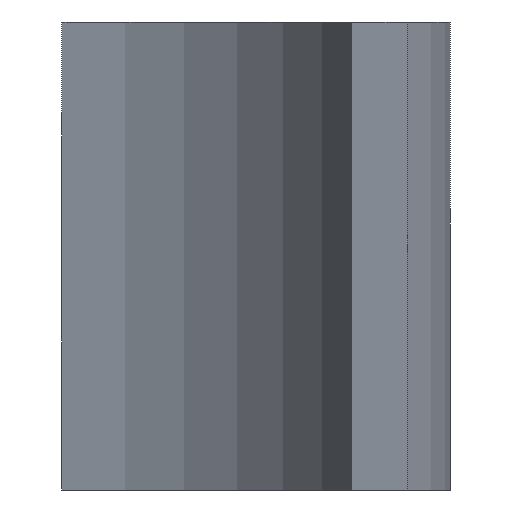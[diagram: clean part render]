
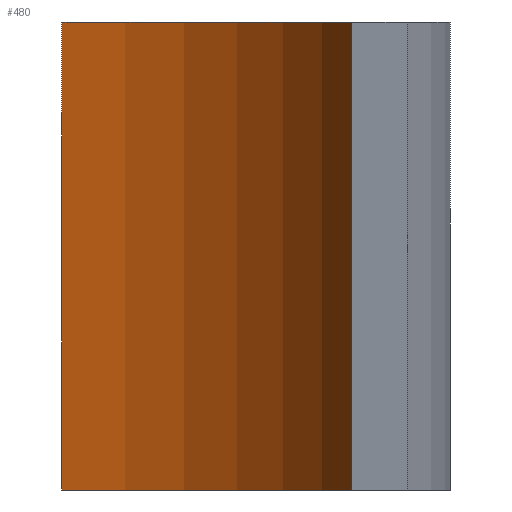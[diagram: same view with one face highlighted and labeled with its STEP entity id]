
A CAD part, left-side view. The second image highlights one B-rep face of the part: STEP entity #480.
In plain terms, the highlighted cylindrical face has radius 10.1 mm (diameter 20.2 mm), a partial arc.
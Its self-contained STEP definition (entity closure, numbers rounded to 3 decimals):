
#61=FACE_OUTER_BOUND('',#92,.T.);
#92=EDGE_LOOP('',(#443,#444,#445,#446));
#132=LINE('',#809,#177);
#137=LINE('',#821,#182);
#177=VECTOR('',#666,10.);
#182=VECTOR('',#683,10.);
#187=CIRCLE('',#507,10.1);
#203=CIRCLE('',#541,10.1);
#212=VERTEX_POINT('',#705);
#213=VERTEX_POINT('',#707);
#247=VERTEX_POINT('',#807);
#248=VERTEX_POINT('',#812);
#258=EDGE_CURVE('',#212,#213,#187,.F.);
#308=EDGE_CURVE('',#247,#212,#132,.F.);
#311=EDGE_CURVE('',#248,#247,#203,.T.);
#314=EDGE_CURVE('',#248,#213,#137,.T.);
#443=ORIENTED_EDGE('',*,*,#311,.F.);
#444=ORIENTED_EDGE('',*,*,#314,.T.);
#445=ORIENTED_EDGE('',*,*,#258,.F.);
#446=ORIENTED_EDGE('',*,*,#308,.F.);
#455=CYLINDRICAL_SURFACE('',#546,10.1);
#480=ADVANCED_FACE('',(#61),#455,.F.);
#507=AXIS2_PLACEMENT_3D('',#708,#566,#567);
#541=AXIS2_PLACEMENT_3D('',#814,#671,#672);
#546=AXIS2_PLACEMENT_3D('',#822,#684,#685);
#566=DIRECTION('center_axis',(0.,0.,1.));
#567=DIRECTION('ref_axis',(0.326,-0.946,0.));
#666=DIRECTION('',(0.,0.,-1.));
#671=DIRECTION('center_axis',(0.,0.,1.));
#672=DIRECTION('ref_axis',(0.326,-0.946,0.));
#683=DIRECTION('',(0.,0.,1.));
#684=DIRECTION('center_axis',(0.,0.,1.));
#685=DIRECTION('ref_axis',(0.326,-0.946,0.));
#705=CARTESIAN_POINT('',(-11.981,-3.,10.25));
#707=CARTESIAN_POINT('',(-17.807,-9.35,10.25));
#708=CARTESIAN_POINT('Origin',(-21.625,0.,10.25));
#807=CARTESIAN_POINT('',(-11.981,-3.,0.));
#809=CARTESIAN_POINT('',(-11.981,-3.,0.));
#812=CARTESIAN_POINT('',(-17.807,-9.35,0.));
#814=CARTESIAN_POINT('Origin',(-21.625,0.,0.));
#821=CARTESIAN_POINT('',(-17.807,-9.35,0.));
#822=CARTESIAN_POINT('Origin',(-21.625,0.,0.));
